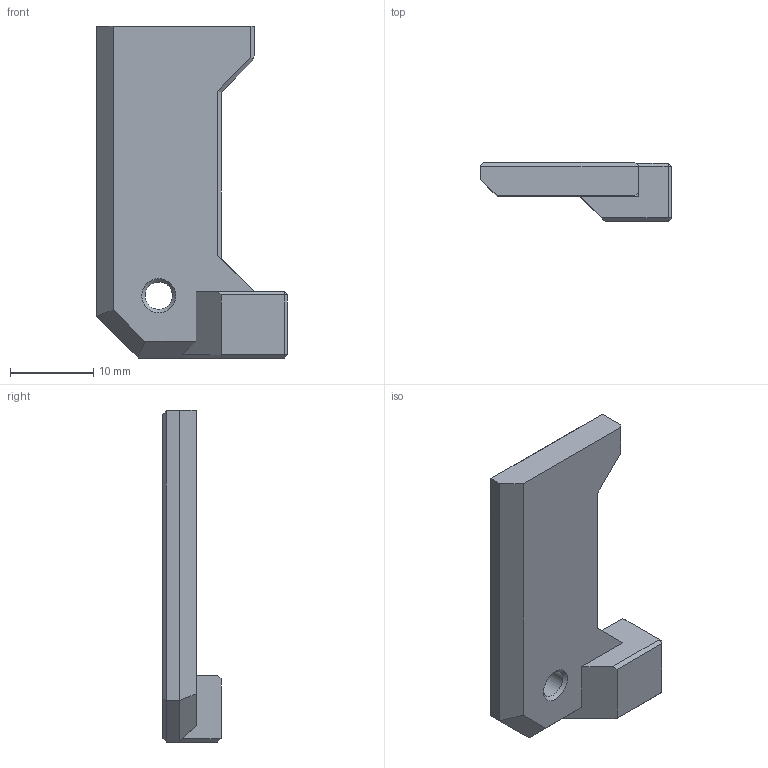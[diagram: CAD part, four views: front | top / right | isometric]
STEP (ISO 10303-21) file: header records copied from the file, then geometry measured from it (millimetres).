
FILE_DESCRIPTION(/* description */ (''),/* implementation_level */ '2;1');
FILE_NAME(/* name */ 'ultralight_brace v2.step',/* time_stamp */ '2023-03-06T11:12:09-05:00',/* author */ (''),/* organization */ (''),/* preprocessor_version */ 'ST-DEVELOPER v19.2',/* originating_system */ 'Autodesk Translation Framework v11.17.0.187',/* authorisation */ '');
FILE_SCHEMA (('AUTOMOTIVE_DESIGN { 1 0 10303 214 3 1 1 }'));
Length unit declared in the file: millimetre
Products named in the file (1): ultralight_brace
Bounding box: 23 x 7 x 40 mm (x, y, z)
Volume: 2726.5 mm3; surface area: 1946.2 mm2
Topology: 1 solids, 1 shells, 47 faces, 108 edges, 64 vertices
Faces by surface type: plane 42, cone 3, cylinder 2
Full cylindrical faces by diameter (mm): 3.3 x1, 4.7 x1
Entity records: 1321 total; most frequent: CARTESIAN_POINT 220, ORIENTED_EDGE 216, DIRECTION 211, EDGE_CURVE 108, LINE 101, VECTOR 101, VERTEX_POINT 64, AXIS2_PLACEMENT_3D 55
